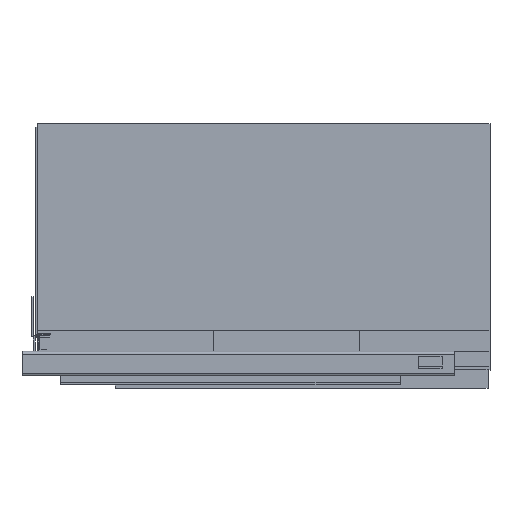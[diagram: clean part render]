
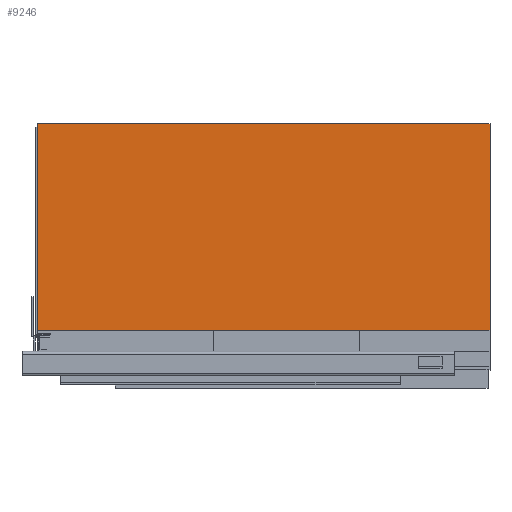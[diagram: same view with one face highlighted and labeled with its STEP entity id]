
A CAD part, top view. The second image highlights one B-rep face of the part: STEP entity #9246.
In plain terms, the highlighted planar face has unit normal (0, 0, 1).
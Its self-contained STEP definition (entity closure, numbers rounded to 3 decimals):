
#144 = LINE ( 'NONE', #3025, #2444 ) ;
#584 = CARTESIAN_POINT ( 'NONE',  ( 0., 185., 13.5 ) ) ;
#768 = CARTESIAN_POINT ( 'NONE',  ( 0., 185., 13.5 ) ) ;
#828 = CARTESIAN_POINT ( 'NONE',  ( -340., 185., 13.5 ) ) ;
#1789 = DIRECTION ( 'NONE',  ( 0., 0., 1. ) ) ;
#1912 = DIRECTION ( 'NONE',  ( 0., -1., 0. ) ) ;
#2106 = VECTOR ( 'NONE', #3553, 1000. ) ;
#2444 = VECTOR ( 'NONE', #5883, 1000. ) ;
#2485 = PLANE ( 'NONE',  #6264 ) ;
#2746 = EDGE_LOOP ( 'NONE', ( #3607, #7307, #3653, #3756 ) ) ;
#2922 = CARTESIAN_POINT ( 'NONE',  ( -340., 30., 13.5 ) ) ;
#2961 = EDGE_CURVE ( 'NONE', #4697, #5735, #7027, .T. ) ;
#2991 = LINE ( 'NONE', #828, #2106 ) ;
#3025 = CARTESIAN_POINT ( 'NONE',  ( -340., 185., 13.5 ) ) ;
#3037 = EDGE_CURVE ( 'NONE', #6991, #5095, #2991, .T. ) ;
#3549 = DIRECTION ( 'NONE',  ( 1., 0., 0. ) ) ;
#3553 = DIRECTION ( 'NONE',  ( 0., -1., 0. ) ) ;
#3607 = ORIENTED_EDGE ( 'NONE', *, *, #2961, .F. ) ;
#3653 = ORIENTED_EDGE ( 'NONE', *, *, #3037, .T. ) ;
#3756 = ORIENTED_EDGE ( 'NONE', *, *, #8166, .T. ) ;
#3854 = DIRECTION ( 'NONE',  ( 0., -1., 0. ) ) ;
#4135 = CARTESIAN_POINT ( 'NONE',  ( -340., 185., 13.5 ) ) ;
#4555 = CARTESIAN_POINT ( 'NONE',  ( -340., 185., 13.5 ) ) ;
#4697 = VERTEX_POINT ( 'NONE', #768 ) ;
#4865 = CARTESIAN_POINT ( 'NONE',  ( -340., 30., 13.5 ) ) ;
#5030 = CARTESIAN_POINT ( 'NONE',  ( 0., 30., 13.5 ) ) ;
#5095 = VERTEX_POINT ( 'NONE', #2922 ) ;
#5140 = VECTOR ( 'NONE', #1912, 1000. ) ;
#5515 = EDGE_CURVE ( 'NONE', #6991, #4697, #144, .T. ) ;
#5605 = LINE ( 'NONE', #4865, #7892 ) ;
#5735 = VERTEX_POINT ( 'NONE', #5030 ) ;
#5883 = DIRECTION ( 'NONE',  ( 1., 0., 0. ) ) ;
#6264 = AXIS2_PLACEMENT_3D ( 'NONE', #4555, #1789, #3854 ) ;
#6991 = VERTEX_POINT ( 'NONE', #4135 ) ;
#7027 = LINE ( 'NONE', #584, #5140 ) ;
#7307 = ORIENTED_EDGE ( 'NONE', *, *, #5515, .F. ) ;
#7892 = VECTOR ( 'NONE', #3549, 1000. ) ;
#8166 = EDGE_CURVE ( 'NONE', #5095, #5735, #5605, .T. ) ;
#8917 = FACE_OUTER_BOUND ( 'NONE', #2746, .T. ) ;
#9246 = ADVANCED_FACE ( 'NONE', ( #8917 ), #2485, .T. ) ;
